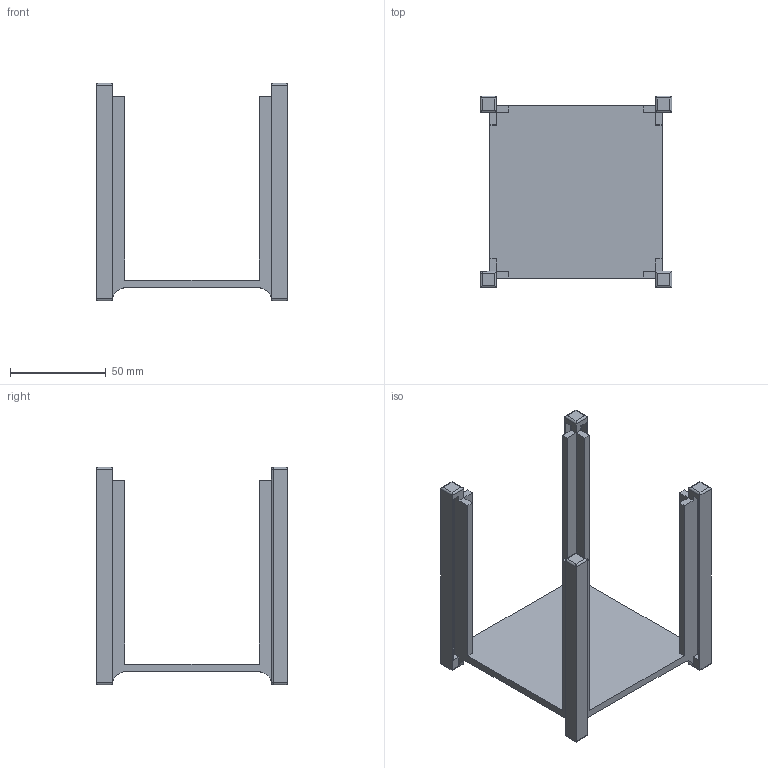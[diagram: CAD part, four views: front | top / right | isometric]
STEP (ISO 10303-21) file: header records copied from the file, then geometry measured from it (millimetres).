
FILE_DESCRIPTION(/* description */ (''),/* implementation_level */ '2;1');
FILE_NAME(/* name */ 'base.step',/* time_stamp */ '2026-02-09T20:08:23+03:00',/* author */ (''),/* organization */ (''),/* preprocessor_version */ 'ST-DEVELOPER v20.1',/* originating_system */ 'Autodesk Translation Framework v14.21.0.0',/* authorisation */ '');
FILE_SCHEMA (('AUTOMOTIVE_DESIGN { 1 0 10303 214 3 1 1 }'));
Length unit declared in the file: millimetre
Products named in the file (1): base
Bounding box: 100 x 100 x 113.5 mm (x, y, z)
Volume: 71676.6 mm3; surface area: 48930.3 mm2
Topology: 1 solids, 1 shells, 130 faces, 334 edges, 206 vertices
Faces by surface type: plane 87, cylinder 41, sphere 2
Entity records: 3894 total; most frequent: CARTESIAN_POINT 671, ORIENTED_EDGE 668, DIRECTION 652, EDGE_CURVE 334, LINE 278, VECTOR 278, VERTEX_POINT 206, AXIS2_PLACEMENT_3D 187
